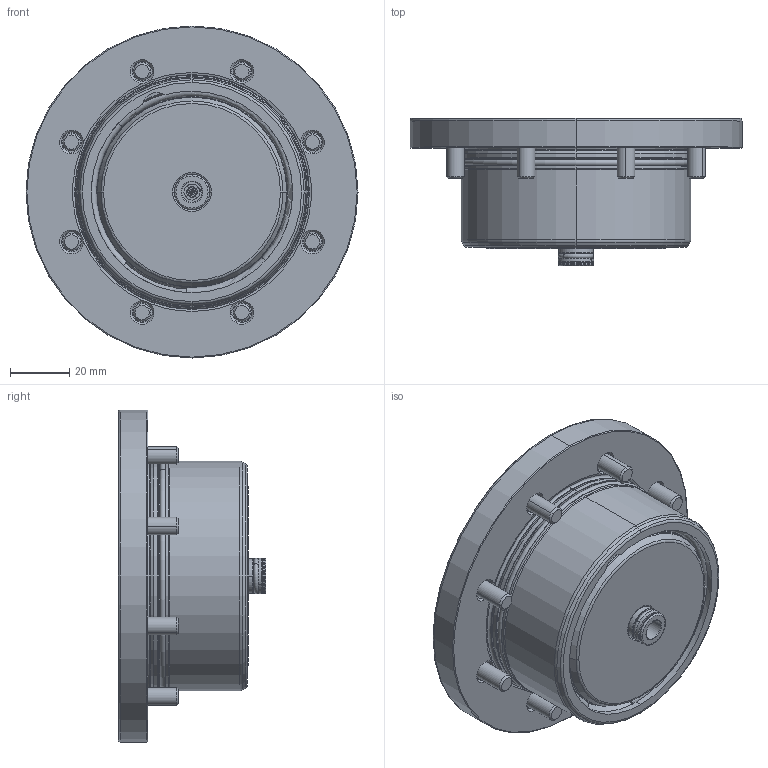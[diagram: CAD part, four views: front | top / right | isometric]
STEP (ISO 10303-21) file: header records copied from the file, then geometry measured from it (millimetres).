
FILE_DESCRIPTION (( 'STEP AP203' ), '1' );
FILE_NAME ('STARK_8000 204_B.STEP', '2016-09-20T10:26:48', ( '' ), ( '' ), 'SwSTEP 2.0', 'SolidWorks 2015', '' );
FILE_SCHEMA (( 'CONFIG_CONTROL_DESIGN' ));
Length unit declared in the file: millimetre
Products named in the file (1): STARK_8000 204_B
Bounding box: 112 x 49.77 x 112 mm (x, y, z)
Volume: 224882.5 mm3; surface area: 44468.5 mm2
Topology: 1 solids, 9 shells, 665 faces, 1608 edges, 1012 vertices
Faces by surface type: plane 223, cylinder 179, cone 144, torus 81, sphere 26, bspline 12
Entity records: 21865 total; most frequent: CARTESIAN_POINT 6224, DIRECTION 3398, ORIENTED_EDGE 3188, EDGE_CURVE 1594, AXIS2_PLACEMENT_3D 1410, VERTEX_POINT 1012, CIRCLE 756, EDGE_LOOP 732
